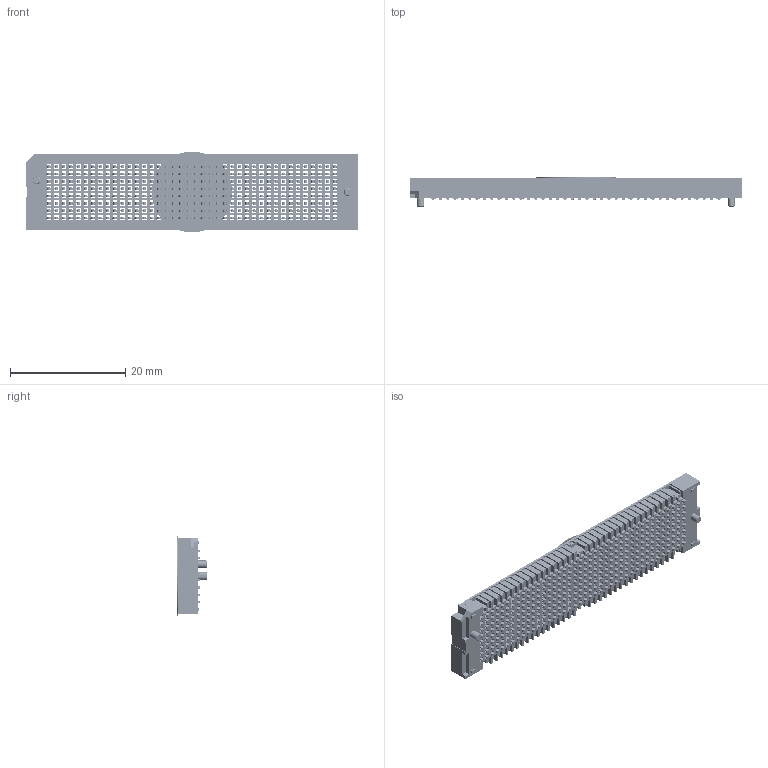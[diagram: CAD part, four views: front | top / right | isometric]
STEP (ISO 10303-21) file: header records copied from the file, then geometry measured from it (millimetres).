
FILE_DESCRIPTION(/* description */ ('STEP AP203'),/* implementation_level */ '2;1');
FILE_NAME(/* name */ 'LPAM-40-01.0-S-08-2-K-TR',/* time_stamp */ '2023-11-22T03:55:01+01:00',/* author */ ('License CC BY-ND 4.0'),/* organization */ ('CADENAS'),/* preprocessor_version */ 'ST-DEVELOPER v19.3',/* originating_system */ 'PARTsolutions',/* authorisation */ ' ');
FILE_SCHEMA (('CONFIG_CONTROL_DESIGN'));
Products named in the file (4): LPAM-40-01.0-S-08-2-K-TR; LPAM-10-01.0-02_pins; LPAM-40-08-K_kapton_pad; LPAM-40-01.0-S-08-1-K-TR_socket
Assembly tree (18 placements, depth 2):
  LPAM-40-01.0-S-08-2-K-TR
    LPAM-10-01.0-02_pins  x16
    LPAM-40-08-K_kapton_pad
    LPAM-40-01.0-S-08-1-K-TR_socket
Bounding box: 57.56 x 5.08 x 14 mm (x, y, z)
Volume: 748 mm3; surface area: 5641.6 mm2
Topology: 18 solids, 18 shells, 13906 faces, 42863 edges, 29000 vertices
Faces by surface type: plane 8777, cylinder 5126, torus 3
Full cylindrical faces by diameter (mm): 1.321 x1, 13.995 x1
Entity records: 89465 total; most frequent: CARTESIAN_POINT 16533, ORIENTED_EDGE 15818, DIRECTION 13674, EDGE_CURVE 7909, LINE 7034, VECTOR 7034, VERTEX_POINT 5299, AXIS2_PLACEMENT_3D 3320
